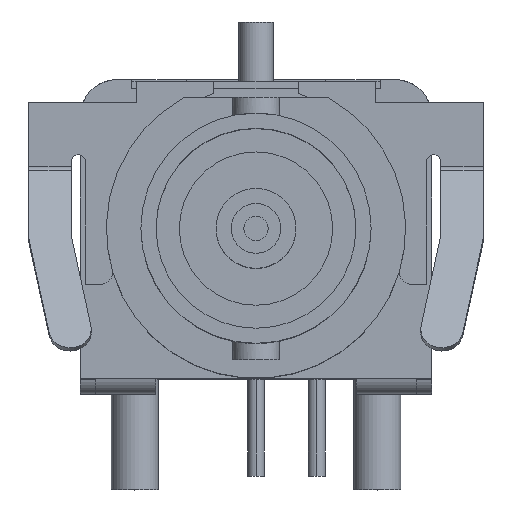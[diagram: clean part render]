
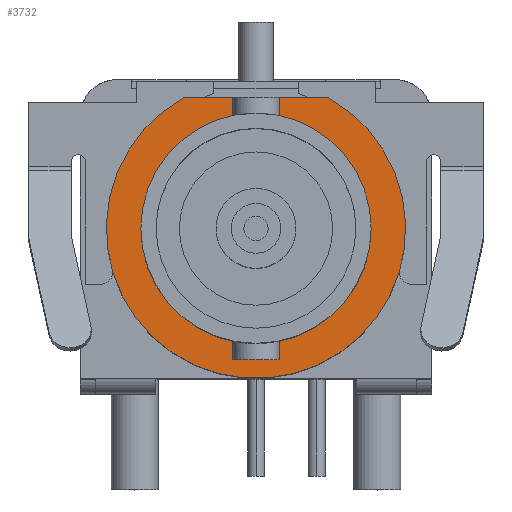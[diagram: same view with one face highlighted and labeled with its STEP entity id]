
A CAD part, top view. The second image highlights one B-rep face of the part: STEP entity #3732.
In plain terms, the highlighted planar face has unit normal (0, 0, 1).
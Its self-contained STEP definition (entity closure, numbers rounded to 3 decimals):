
#827=CARTESIAN_POINT('',(0.,0.,-12.446));
#828=DIRECTION('',(0.,0.,1.));
#829=DIRECTION('',(-0.485,0.874,0.));
#830=AXIS2_PLACEMENT_3D('',#827,#828,#829);
#845=DIRECTION('',(1.,0.,0.));
#846=VECTOR('',#845,6.086);
#847=CARTESIAN_POINT('',(-3.043,5.486,-12.446));
#848=LINE('',#847,#846);
#849=CARTESIAN_POINT('',(0.,0.,-12.446));
#850=DIRECTION('',(0.,0.,1.));
#851=DIRECTION('',(0.,-1.,0.));
#852=AXIS2_PLACEMENT_3D('',#849,#850,#851);
#854=CARTESIAN_POINT('',(0.,0.,-12.446));
#855=DIRECTION('',(0.,0.,1.));
#856=DIRECTION('',(0.,1.,0.));
#857=AXIS2_PLACEMENT_3D('',#854,#855,#856);
#2328=CARTESIAN_POINT('',(-3.043,5.486,-12.446));
#2329=VERTEX_POINT('',#2328);
#2330=CARTESIAN_POINT('',(3.043,5.486,-12.446));
#2331=VERTEX_POINT('',#2330);
#2340=CARTESIAN_POINT('',(0.,-4.826,-12.446));
#2341=CARTESIAN_POINT('',(0.,4.826,-12.446));
#2342=VERTEX_POINT('',#2340);
#2343=VERTEX_POINT('',#2341);
#3717=CARTESIAN_POINT('',(0.,0.,-12.446));
#3718=DIRECTION('',(0.,0.,-1.));
#3719=DIRECTION('',(0.,1.,0.));
#3720=AXIS2_PLACEMENT_3D('',#3717,#3718,#3719);
#3721=PLANE('',#3720);
#3722=ORIENTED_EDGE('',*,*,#3672,.T.);
#3723=ORIENTED_EDGE('',*,*,#3709,.F.);
#3724=EDGE_LOOP('',(#3722,#3723));
#3725=FACE_OUTER_BOUND('',#3724,.F.);
#3727=ORIENTED_EDGE('',*,*,#3726,.T.);
#3729=ORIENTED_EDGE('',*,*,#3728,.T.);
#3730=EDGE_LOOP('',(#3727,#3729));
#3731=FACE_BOUND('',#3730,.F.);
#3732=ADVANCED_FACE('',(#3725,#3731),#3721,.F.);
#831=CIRCLE('',#830,6.274);
#853=CIRCLE('',#852,4.826);
#858=CIRCLE('',#857,4.826);
#3672=EDGE_CURVE('',#2329,#2331,#848,.T.);
#3709=EDGE_CURVE('',#2329,#2331,#831,.T.);
#3726=EDGE_CURVE('',#2342,#2343,#853,.T.);
#3728=EDGE_CURVE('',#2343,#2342,#858,.T.);
